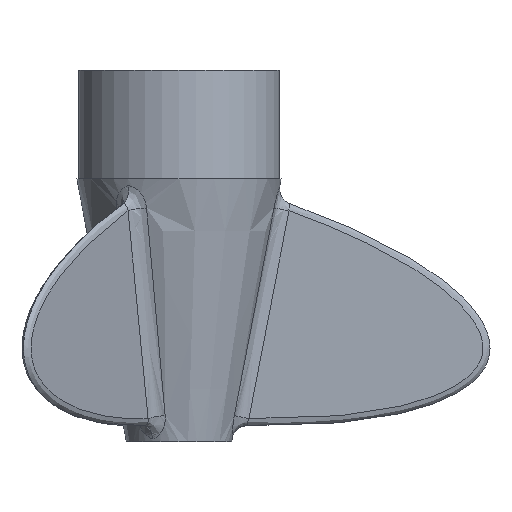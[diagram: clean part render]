
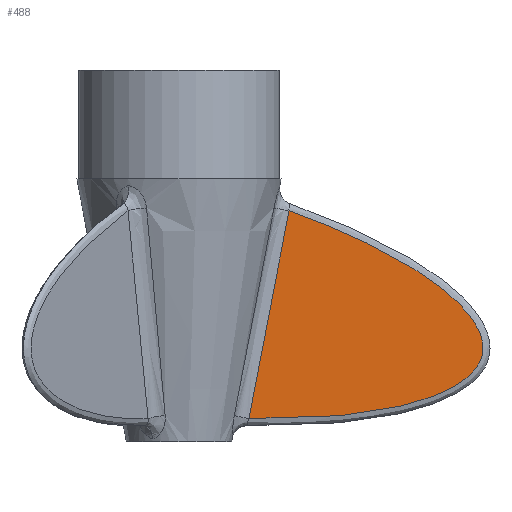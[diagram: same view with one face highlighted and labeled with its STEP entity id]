
A CAD part, front view. The second image highlights one B-rep face of the part: STEP entity #488.
In plain terms, the highlighted planar face has unit normal (0, -1, 0).
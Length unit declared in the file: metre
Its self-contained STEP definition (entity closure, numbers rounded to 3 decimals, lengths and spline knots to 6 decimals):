
#62=B_SPLINE_CURVE_WITH_KNOTS('',3,(#917,#918,#919,#920,#921,#922,#923,
#924,#925,#926,#927,#928,#929,#930,#931,#932,#933,#934,#935,#936,#937,#938,
#939,#940,#941,#942),.UNSPECIFIED.,.F.,.F.,(4,1,1,1,1,1,1,1,1,1,1,1,1,1,
1,1,1,1,1,1,1,1,1,4),(0.004203,0.014363,0.024524,
0.034685,0.044846,0.055006,0.060087,
0.065167,0.070248,0.075328,0.080408,
0.085489,0.088029,0.090569,0.095649,
0.10073,0.10581,0.11089,0.115971,
0.126132,0.136292,0.146453,0.156614,
0.166774),.UNSPECIFIED.);
#63=B_SPLINE_CURVE_WITH_KNOTS('',3,(#945,#946,#947,#948),.UNSPECIFIED.,
 .F.,.F.,(4,4),(0.,0.068336),.UNSPECIFIED.);
#97=PLANE('',#547);
#141=ORIENTED_EDGE('',*,*,#275,.T.);
#142=ORIENTED_EDGE('',*,*,#276,.T.);
#275=EDGE_CURVE('',#346,#347,#62,.T.);
#276=EDGE_CURVE('',#347,#346,#63,.T.);
#346=VERTEX_POINT('',#943);
#347=VERTEX_POINT('',#944);
#399=EDGE_LOOP('',(#141,#142));
#448=FACE_BOUND('',#399,.T.);
#488=ADVANCED_FACE('',(#448),#97,.T.);
#547=AXIS2_PLACEMENT_3D('',#916,#603,#604);
#603=DIRECTION('',(0.,-1.,0.));
#604=DIRECTION('',(1.,0.,0.));
#916=CARTESIAN_POINT('',(0.052646,-0.0015,-0.0425));
#917=CARTESIAN_POINT('',(0.022581,-0.0015,-0.077507));
#918=CARTESIAN_POINT('',(0.025973,-0.0015,-0.077581));
#919=CARTESIAN_POINT('',(0.032753,-0.0015,-0.077619));
#920=CARTESIAN_POINT('',(0.042909,-0.0015,-0.077308));
#921=CARTESIAN_POINT('',(0.053048,-0.0015,-0.076562));
#922=CARTESIAN_POINT('',(0.063175,-0.0015,-0.075271));
#923=CARTESIAN_POINT('',(0.071458,-0.0015,-0.073624));
#924=CARTESIAN_POINT('',(0.077966,-0.0015,-0.071814));
#925=CARTESIAN_POINT('',(0.082764,-0.0015,-0.070143));
#926=CARTESIAN_POINT('',(0.087473,-0.0015,-0.068035));
#927=CARTESIAN_POINT('',(0.091844,-0.0015,-0.065398));
#928=CARTESIAN_POINT('',(0.095723,-0.0015,-0.061941));
#929=CARTESIAN_POINT('',(0.097852,-0.0015,-0.058113));
#930=CARTESIAN_POINT('',(0.098263,-0.0015,-0.054643));
#931=CARTESIAN_POINT('',(0.097824,-0.0015,-0.0512));
#932=CARTESIAN_POINT('',(0.096084,-0.0015,-0.047222));
#933=CARTESIAN_POINT('',(0.093079,-0.0015,-0.043068));
#934=CARTESIAN_POINT('',(0.089523,-0.0015,-0.039329));
#935=CARTESIAN_POINT('',(0.085638,-0.0015,-0.035943));
#936=CARTESIAN_POINT('',(0.080187,-0.0015,-0.031818));
#937=CARTESIAN_POINT('',(0.072977,-0.0015,-0.027216));
#938=CARTESIAN_POINT('',(0.063933,-0.0015,-0.022325));
#939=CARTESIAN_POINT('',(0.054641,-0.0015,-0.017942));
#940=CARTESIAN_POINT('',(0.045167,-0.0015,-0.013972));
#941=CARTESIAN_POINT('',(0.038762,-0.0015,-0.011564));
#942=CARTESIAN_POINT('',(0.035539,-0.0015,-0.010411));
#943=CARTESIAN_POINT('',(0.022581,-0.0015,-0.077507));
#944=CARTESIAN_POINT('',(0.035539,-0.0015,-0.010411));
#945=CARTESIAN_POINT('',(0.035539,-0.0015,-0.010411));
#946=CARTESIAN_POINT('',(0.031257,-0.0015,-0.032784));
#947=CARTESIAN_POINT('',(0.02696,-0.0015,-0.055153));
#948=CARTESIAN_POINT('',(0.022581,-0.0015,-0.077507));
